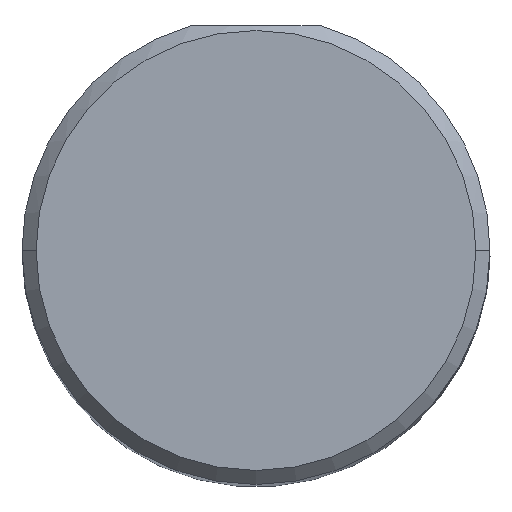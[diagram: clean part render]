
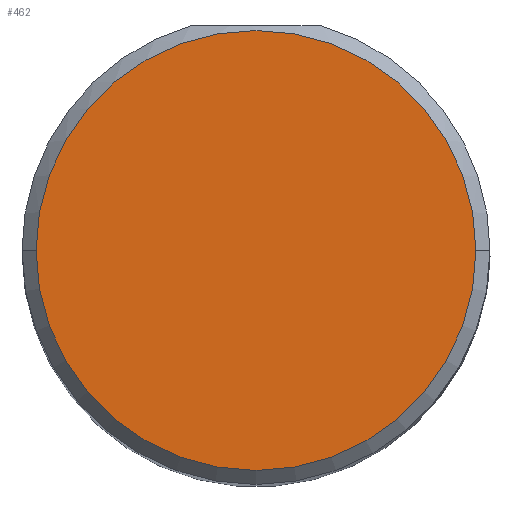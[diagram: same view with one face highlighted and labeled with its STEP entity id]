
A CAD part, top view. The second image highlights one B-rep face of the part: STEP entity #462.
In plain terms, the highlighted planar face has unit normal (0, 0, 1).
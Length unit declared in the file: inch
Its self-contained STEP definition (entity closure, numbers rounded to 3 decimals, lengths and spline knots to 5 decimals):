
#112 = DIRECTION ( 'NONE',  ( 1., 0., 0. ) ) ;
#118 = VERTEX_POINT ( 'NONE', #474 ) ;
#138 = AXIS2_PLACEMENT_3D ( 'NONE', #158, #329, #112 ) ;
#149 = DIRECTION ( 'NONE',  ( 1., 0., 0. ) ) ;
#158 = CARTESIAN_POINT ( 'NONE',  ( 0., 0., 4. ) ) ;
#198 = ORIENTED_EDGE ( 'NONE', *, *, #282, .T. ) ;
#226 = EDGE_CURVE ( 'NONE', #366, #118, #469, .T. ) ;
#227 = FACE_OUTER_BOUND ( 'NONE', #358, .T. ) ;
#233 = DIRECTION ( 'NONE',  ( 0., 0., 1. ) ) ;
#266 = DIRECTION ( 'NONE',  ( 1., 0., 0. ) ) ;
#282 = EDGE_CURVE ( 'NONE', #118, #366, #374, .T. ) ;
#329 = DIRECTION ( 'NONE',  ( 0., 0., 1. ) ) ;
#357 = CARTESIAN_POINT ( 'NONE',  ( 0., 0., 4. ) ) ;
#358 = EDGE_LOOP ( 'NONE', ( #198, #486 ) ) ;
#366 = VERTEX_POINT ( 'NONE', #552 ) ;
#374 = CIRCLE ( 'NONE', #451, 0.235 ) ;
#398 = DIRECTION ( 'NONE',  ( 0., 0., 1. ) ) ;
#451 = AXIS2_PLACEMENT_3D ( 'NONE', #453, #398, #266 ) ;
#453 = CARTESIAN_POINT ( 'NONE',  ( 0., 0., 4. ) ) ;
#462 = ADVANCED_FACE ( 'NONE', ( #227 ), #549, .T. ) ;
#469 = CIRCLE ( 'NONE', #553, 0.235 ) ;
#474 = CARTESIAN_POINT ( 'NONE',  ( -0.235, 0., 4. ) ) ;
#486 = ORIENTED_EDGE ( 'NONE', *, *, #226, .T. ) ;
#549 = PLANE ( 'NONE',  #138 ) ;
#552 = CARTESIAN_POINT ( 'NONE',  ( 0.235, 0., 4. ) ) ;
#553 = AXIS2_PLACEMENT_3D ( 'NONE', #357, #233, #149 ) ;
